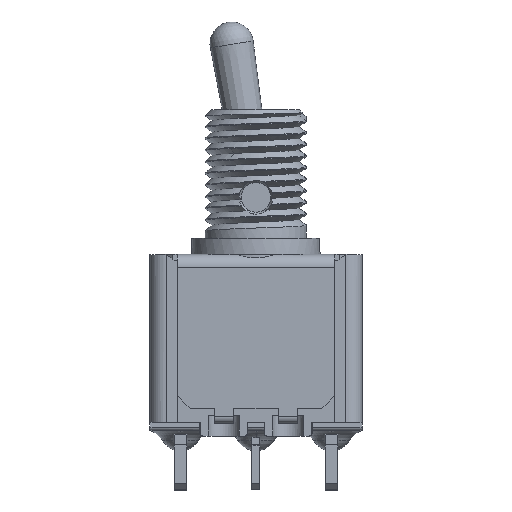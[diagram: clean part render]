
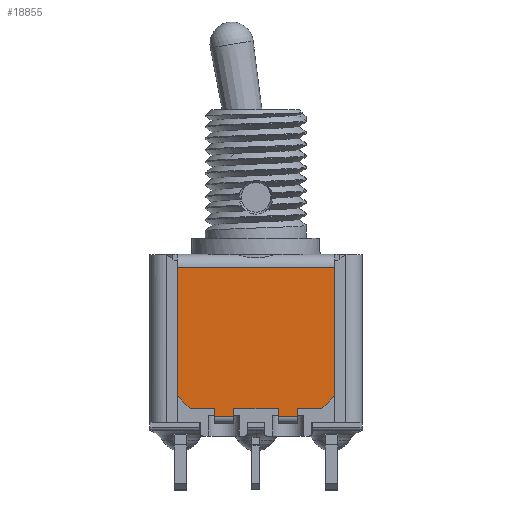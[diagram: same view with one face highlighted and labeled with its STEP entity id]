
A CAD part, top view. The second image highlights one B-rep face of the part: STEP entity #18855.
In plain terms, the highlighted planar face has unit normal (0, 0, 1).
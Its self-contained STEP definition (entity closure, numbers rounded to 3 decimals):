
#5199=DIRECTION('',(1.,0.,0.));
#5200=VECTOR('',#5199,9.8);
#5201=CARTESIAN_POINT('',(-4.9,-0.786,3.425));
#5202=LINE('',#5201,#5200);
#5284=DIRECTION('',(0.707,0.707,0.));
#5285=VECTOR('',#5284,1.131);
#5286=CARTESIAN_POINT('',(4.1,-9.586,3.425));
#5287=LINE('',#5286,#5285);
#6890=DIRECTION('',(1.,0.,0.));
#6891=VECTOR('',#6890,1.2);
#6892=CARTESIAN_POINT('',(-2.6,-10.093,3.425));
#6893=LINE('',#6892,#6891);
#6894=DIRECTION('',(0.,1.,0.));
#6895=VECTOR('',#6894,0.507);
#6896=CARTESIAN_POINT('',(-2.6,-10.093,3.425));
#6897=LINE('',#6896,#6895);
#6898=DIRECTION('',(0.,-1.,0.));
#6899=VECTOR('',#6898,8.);
#6900=CARTESIAN_POINT('',(-4.9,-0.786,3.425));
#6901=LINE('',#6900,#6899);
#6902=DIRECTION('',(0.,-1.,0.));
#6903=VECTOR('',#6902,8.);
#6904=CARTESIAN_POINT('',(4.9,-0.786,3.425));
#6905=LINE('',#6904,#6903);
#6906=DIRECTION('',(0.,1.,0.));
#6907=VECTOR('',#6906,0.507);
#6908=CARTESIAN_POINT('',(2.6,-10.093,3.425));
#6909=LINE('',#6908,#6907);
#6910=DIRECTION('',(1.,0.,0.));
#6911=VECTOR('',#6910,1.2);
#6912=CARTESIAN_POINT('',(1.4,-10.093,3.425));
#6913=LINE('',#6912,#6911);
#6914=DIRECTION('',(0.,-1.,0.));
#6915=VECTOR('',#6914,0.507);
#6916=CARTESIAN_POINT('',(1.4,-9.586,3.425));
#6917=LINE('',#6916,#6915);
#6918=DIRECTION('',(0.,-1.,0.));
#6919=VECTOR('',#6918,0.507);
#6920=CARTESIAN_POINT('',(-1.4,-9.586,3.425));
#6921=LINE('',#6920,#6919);
#6961=DIRECTION('',(1.,0.,0.));
#6962=VECTOR('',#6961,2.8);
#6963=CARTESIAN_POINT('',(-1.4,-9.586,3.425));
#6964=LINE('',#6963,#6962);
#7041=DIRECTION('',(1.,0.,0.));
#7042=VECTOR('',#7041,1.5);
#7043=CARTESIAN_POINT('',(2.6,-9.586,3.425));
#7044=LINE('',#7043,#7042);
#7078=DIRECTION('',(1.,0.,0.));
#7079=VECTOR('',#7078,1.5);
#7080=CARTESIAN_POINT('',(-4.1,-9.586,3.425));
#7081=LINE('',#7080,#7079);
#7090=DIRECTION('',(-0.707,0.707,0.));
#7091=VECTOR('',#7090,1.131);
#7092=CARTESIAN_POINT('',(-4.1,-9.586,3.425));
#7093=LINE('',#7092,#7091);
#9842=CARTESIAN_POINT('',(-1.4,-9.586,3.425));
#9843=CARTESIAN_POINT('',(1.4,-9.586,3.425));
#9844=VERTEX_POINT('',#9842);
#9845=VERTEX_POINT('',#9843);
#9850=CARTESIAN_POINT('',(-4.1,-9.586,3.425));
#9851=CARTESIAN_POINT('',(-2.6,-9.586,3.425));
#9852=VERTEX_POINT('',#9850);
#9853=VERTEX_POINT('',#9851);
#9854=CARTESIAN_POINT('',(-4.9,-8.786,3.425));
#9855=VERTEX_POINT('',#9854);
#9856=CARTESIAN_POINT('',(4.1,-9.586,3.425));
#9857=CARTESIAN_POINT('',(4.9,-8.786,3.425));
#9858=VERTEX_POINT('',#9856);
#9859=VERTEX_POINT('',#9857);
#9860=CARTESIAN_POINT('',(2.6,-9.586,3.425));
#9861=VERTEX_POINT('',#9860);
#9986=CARTESIAN_POINT('',(-4.9,-0.786,3.425));
#9987=VERTEX_POINT('',#9986);
#9992=CARTESIAN_POINT('',(4.9,-0.786,3.425));
#9993=VERTEX_POINT('',#9992);
#10042=CARTESIAN_POINT('',(2.6,-10.093,3.425));
#10043=VERTEX_POINT('',#10042);
#10044=CARTESIAN_POINT('',(1.4,-10.093,3.425));
#10045=VERTEX_POINT('',#10044);
#10054=CARTESIAN_POINT('',(-1.4,-10.093,3.425));
#10055=VERTEX_POINT('',#10054);
#10056=CARTESIAN_POINT('',(-2.6,-10.093,3.425));
#10057=VERTEX_POINT('',#10056);
#18824=CARTESIAN_POINT('',(-5.8,0.014,3.425));
#18825=DIRECTION('',(0.,0.,1.));
#18826=DIRECTION('',(0.,-1.,0.));
#18827=AXIS2_PLACEMENT_3D('',#18824,#18825,#18826);
#18828=PLANE('',#18827);
#18830=ORIENTED_EDGE('',*,*,#18829,.F.);
#18832=ORIENTED_EDGE('',*,*,#18831,.T.);
#18834=ORIENTED_EDGE('',*,*,#18833,.F.);
#18836=ORIENTED_EDGE('',*,*,#18835,.T.);
#18837=ORIENTED_EDGE('',*,*,#18806,.F.);
#18838=ORIENTED_EDGE('',*,*,#16710,.T.);
#18839=ORIENTED_EDGE('',*,*,#16765,.T.);
#18840=ORIENTED_EDGE('',*,*,#16783,.F.);
#18842=ORIENTED_EDGE('',*,*,#18841,.F.);
#18844=ORIENTED_EDGE('',*,*,#18843,.F.);
#18846=ORIENTED_EDGE('',*,*,#18845,.F.);
#18848=ORIENTED_EDGE('',*,*,#18847,.F.);
#18850=ORIENTED_EDGE('',*,*,#18849,.F.);
#18852=ORIENTED_EDGE('',*,*,#18851,.T.);
#18853=EDGE_LOOP('',(#18830,#18832,#18834,#18836,#18837,#18838,#18839,#18840,
#18842,#18844,#18846,#18848,#18850,#18852));
#18854=FACE_OUTER_BOUND('',#18853,.F.);
#16710=EDGE_CURVE('',#9987,#9993,#5202,.T.);
#16765=EDGE_CURVE('',#9993,#9859,#6905,.T.);
#16783=EDGE_CURVE('',#9858,#9859,#5287,.T.);
#18806=EDGE_CURVE('',#9987,#9855,#6901,.T.);
#18829=EDGE_CURVE('',#10057,#10055,#6893,.T.);
#18831=EDGE_CURVE('',#10057,#9853,#6897,.T.);
#18833=EDGE_CURVE('',#9852,#9853,#7081,.T.);
#18835=EDGE_CURVE('',#9852,#9855,#7093,.T.);
#18841=EDGE_CURVE('',#9861,#9858,#7044,.T.);
#18843=EDGE_CURVE('',#10043,#9861,#6909,.T.);
#18845=EDGE_CURVE('',#10045,#10043,#6913,.T.);
#18847=EDGE_CURVE('',#9845,#10045,#6917,.T.);
#18849=EDGE_CURVE('',#9844,#9845,#6964,.T.);
#18851=EDGE_CURVE('',#9844,#10055,#6921,.T.);
#18855=ADVANCED_FACE('',(#18854),#18828,.T.);
